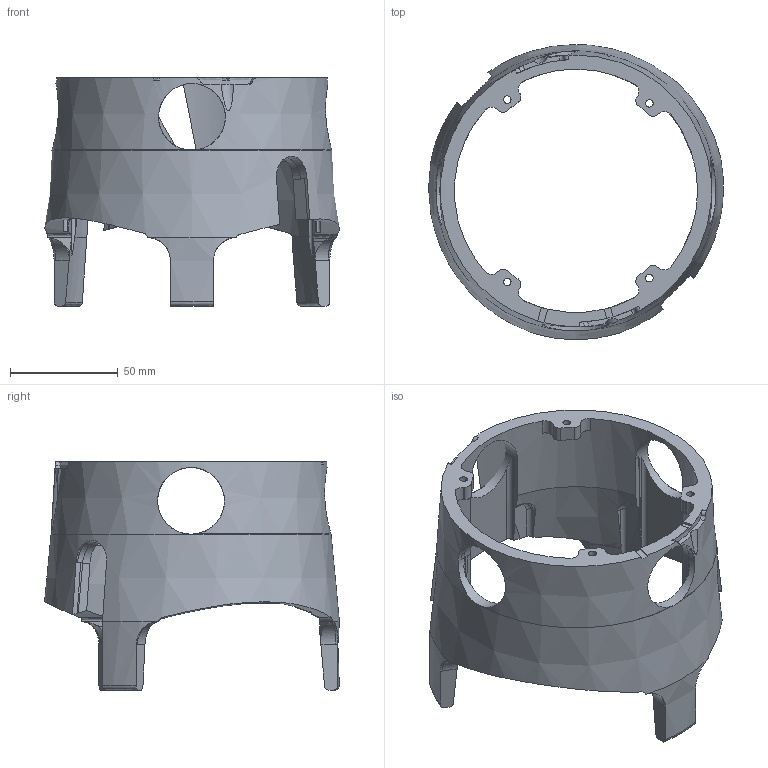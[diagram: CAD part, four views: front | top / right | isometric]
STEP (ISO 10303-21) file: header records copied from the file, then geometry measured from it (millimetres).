
FILE_DESCRIPTION(/* description */ (''),/* implementation_level */ '2;1');
FILE_NAME(/* name */ 'ACWA-0211-BB_MOUSSE_INTERNE.step',/* time_stamp */ '2024-03-12T12:09:54+01:00',/* author */ (''),/* organization */ (''),/* preprocessor_version */ 'ST-DEVELOPER v20',/* originating_system */ 'Autodesk Translation Framework v12.20.1.177',/* authorisation */ '');
FILE_SCHEMA (('AUTOMOTIVE_DESIGN { 1 0 10303 214 3 1 1 }'));
Length unit declared in the file: millimetre
Products named in the file (1): ACWA-0211-BB_MOUSSE_INTERNE
Bounding box: 136.92 x 136.95 x 106 mm (x, y, z)
Volume: 188183.8 mm3; surface area: 62161.8 mm2
Topology: 1 solids, 1 shells, 347 faces, 1051 edges, 693 vertices
Faces by surface type: cylinder 113, plane 101, bspline 71, cone 51, torus 11
Full cylindrical faces by diameter (mm): 3.5 x4, 31 x4, 113 x1
Entity records: 15953 total; most frequent: CARTESIAN_POINT 7663, ORIENTED_EDGE 2102, DIRECTION 1213, EDGE_CURVE 1051, VERTEX_POINT 693, B_SPLINE_CURVE_WITH_KNOTS 515, AXIS2_PLACEMENT_3D 443, EDGE_LOOP 358
